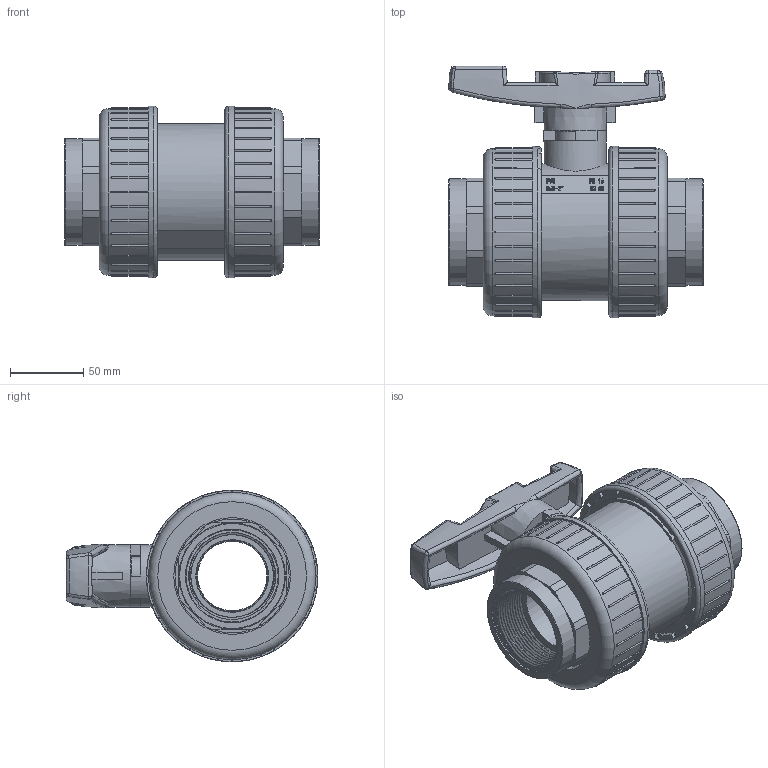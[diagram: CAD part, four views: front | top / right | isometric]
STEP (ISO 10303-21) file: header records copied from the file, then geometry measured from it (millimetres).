
FILE_DESCRIPTION(/* description */ (''),/* implementation_level */ '2;1');
FILE_NAME(/* name */ '63双由令球阀(内螺）.stp',/* time_stamp */ '2024-11-12T14:45:21+08:00',/* author */ (''),/* organization */ (''),/* preprocessor_version */ 'ST-DEVELOPER v16',/* originating_system */ 'SIEMENS PLM Software NX 10.0',/* authorisation */ '');
FILE_SCHEMA (('AUTOMOTIVE_DESIGN { 1 0 10303 214 3 1 1 1 }'));
Products named in the file (1): gelv0FB4C17Ct9sc
Bounding box: 174.47 x 172.41 x 117.44 mm (x, y, z)
Volume: 1023883.5 mm3; surface area: 321290.4 mm2
Topology: 16 solids, 16 shells, 1118 faces, 3129 edges, 2020 vertices
Faces by surface type: plane 538, cylinder 231, extrusion 129, sphere 85, bspline 69, torus 59, cone 7
Full cylindrical faces by diameter (mm): 2.869 x1, 3.825 x1, 21.239 x4, 26.236 x3, 27.485 x1, 28.735 x2, 31.233 x1, 42.647 x1, 47.475 x1, 48.724 x2, 49.8 x2, 49.973 x2, 56.47 x3, 57.469 x1, 58.719 x3, 59.614 x22, 63.216 x3, 63.716 x1, 64 x2, 69.338 x1, 70.138 x3, 73 x2, 74.21 x3, 76.834 x1, 78 x2, 79.957 x2, 81.207 x1, 82.456 x2, 82.956 x1, 92 x2
Entity records: 53133 total; most frequent: CARTESIAN_POINT 27371, ORIENTED_EDGE 5502, DIRECTION 4764, EDGE_CURVE 2751, VERTEX_POINT 1861, AXIS2_PLACEMENT_3D 1681, VECTOR 1402, EDGE_LOOP 1300
